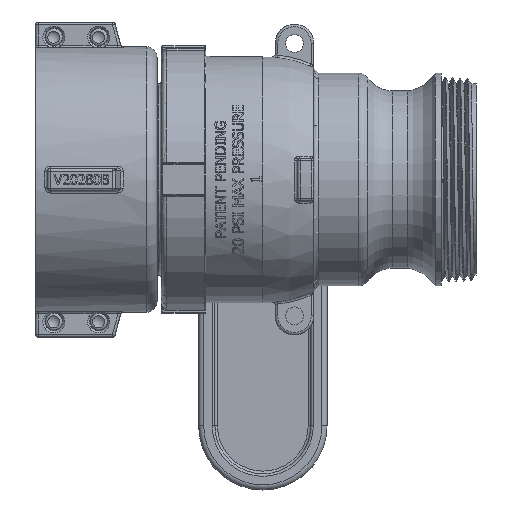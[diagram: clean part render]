
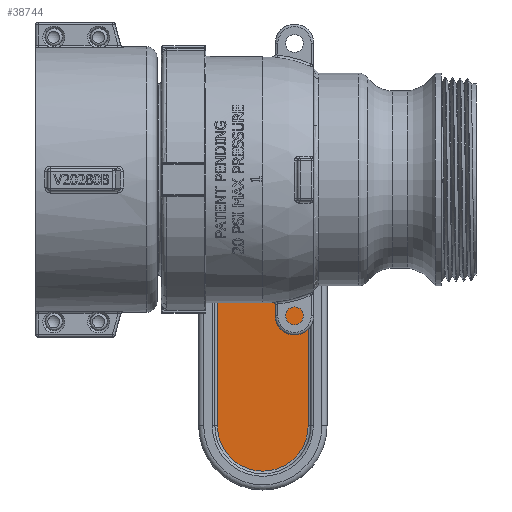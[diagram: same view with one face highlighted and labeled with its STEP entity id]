
A CAD part, front view. The second image highlights one B-rep face of the part: STEP entity #38744.
In plain terms, the highlighted planar face has unit normal (0, -1, 0).
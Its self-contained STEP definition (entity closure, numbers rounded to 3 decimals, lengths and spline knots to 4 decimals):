
#1513=LINE('',#73205,#4554);
#1514=LINE('',#73213,#4555);
#4554=VECTOR('',#47282,1.8488);
#4555=VECTOR('',#47293,1.8488);
#10594=FACE_OUTER_BOUND('',#13053,.T.);
#13053=EDGE_LOOP('',(#31223,#31224,#31225,#31226));
#15055=CIRCLE('',#41491,0.53);
#15058=CIRCLE('',#41496,1.155);
#17431=VERTEX_POINT('',#73199);
#17433=VERTEX_POINT('',#73203);
#17434=VERTEX_POINT('',#73207);
#17435=VERTEX_POINT('',#73211);
#22306=EDGE_CURVE('',#17433,#17431,#1513,.T.);
#22308=EDGE_CURVE('',#17434,#17433,#15055,.T.);
#22310=EDGE_CURVE('',#17435,#17434,#1514,.T.);
#22312=EDGE_CURVE('',#17431,#17435,#15058,.T.);
#31223=ORIENTED_EDGE('',*,*,#22306,.F.);
#31224=ORIENTED_EDGE('',*,*,#22308,.F.);
#31225=ORIENTED_EDGE('',*,*,#22310,.F.);
#31226=ORIENTED_EDGE('',*,*,#22312,.F.);
#36877=PLANE('',#41505);
#38744=ADVANCED_FACE('',(#10594),#36877,.F.);
#41491=AXIS2_PLACEMENT_3D('',#73209,#47287,#47288);
#41496=AXIS2_PLACEMENT_3D('',#73217,#47298,#47299);
#41505=AXIS2_PLACEMENT_3D('',#73228,#47318,#47319);
#47282=DIRECTION('',(0.,0.,1.));
#47287=DIRECTION('center_axis',(0.,1.,0.));
#47288=DIRECTION('ref_axis',(0.,0.,
-1.));
#47293=DIRECTION('',(0.,0.,-1.));
#47298=DIRECTION('center_axis',(0.,-1.,0.));
#47299=DIRECTION('ref_axis',(0.,0.,
-1.));
#47318=DIRECTION('center_axis',(0.,1.,0.));
#47319=DIRECTION('ref_axis',(0.,0.,1.));
#73199=CARTESIAN_POINT('',(-0.53,1.688,-1.0262));
#73203=CARTESIAN_POINT('',(-0.53,1.688,-2.875));
#73205=CARTESIAN_POINT('',(-0.53,1.688,-2.4911));
#73207=CARTESIAN_POINT('',(0.53,1.688,-2.875));
#73209=CARTESIAN_POINT('Origin',(0.,1.688,-2.875));
#73211=CARTESIAN_POINT('',(0.53,1.688,-1.0262));
#73213=CARTESIAN_POINT('',(0.53,1.688,-1.428));
#73217=CARTESIAN_POINT('Origin',(0.,1.688,0.));
#73228=CARTESIAN_POINT('Origin',(0.,1.688,-2.1072));
